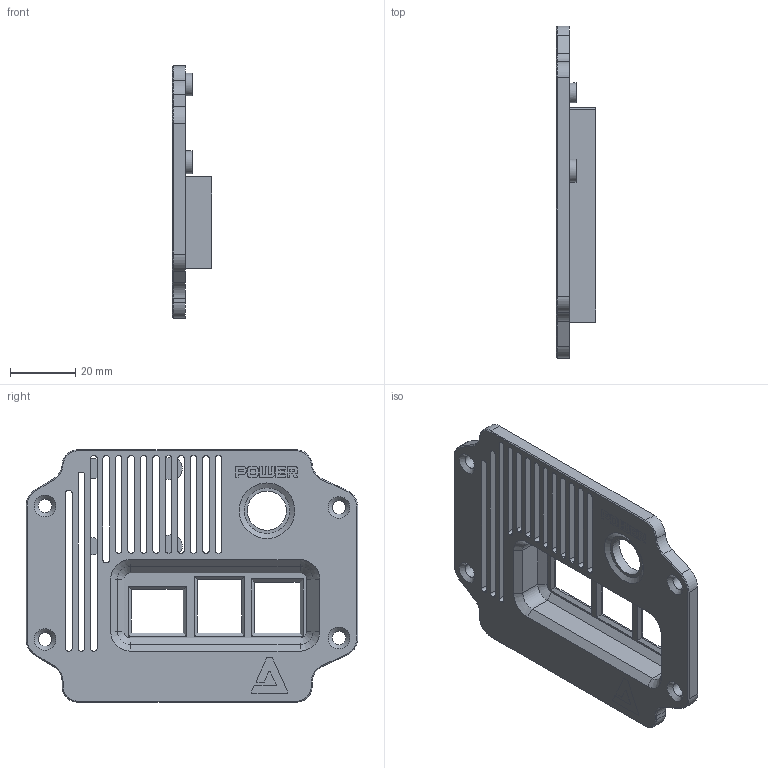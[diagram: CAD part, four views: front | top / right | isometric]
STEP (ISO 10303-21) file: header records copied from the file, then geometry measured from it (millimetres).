
FILE_DESCRIPTION(/* description */ (''),/* implementation_level */ '2;1');
FILE_NAME(/* name */ 'Left Side STEP.step',/* time_stamp */ '2026-01-08T14:25:34+02:00',/* author */ (''),/* organization */ (''),/* preprocessor_version */ 'ST-DEVELOPER v20.1',/* originating_system */ 'Autodesk Translation Framework v14.17.0.0',/* authorisation */ '');
FILE_SCHEMA (('AUTOMOTIVE_DESIGN { 1 0 10303 214 3 1 1 }'));
Length unit declared in the file: millimetre
Products named in the file (1): FusionComponent
Bounding box: 12.01 x 101.6 x 77.26 mm (x, y, z)
Volume: 23441.2 mm3; surface area: 19782.6 mm2
Topology: 1 solids, 1 shells, 414 faces, 1158 edges, 751 vertices
Faces by surface type: plane 220, cylinder 142, bspline 27, cone 25
Full cylindrical faces by diameter (mm): 2.729 x10, 3.286 x9, 4.2 x4, 5.2 x1, 6.073 x1, 6.982 x2, 12 x1
Entity records: 18369 total; most frequent: CARTESIAN_POINT 7693, ORIENTED_EDGE 2316, DIRECTION 2007, EDGE_CURVE 1158, LINE 753, VECTOR 753, VERTEX_POINT 751, AXIS2_PLACEMENT_3D 627
